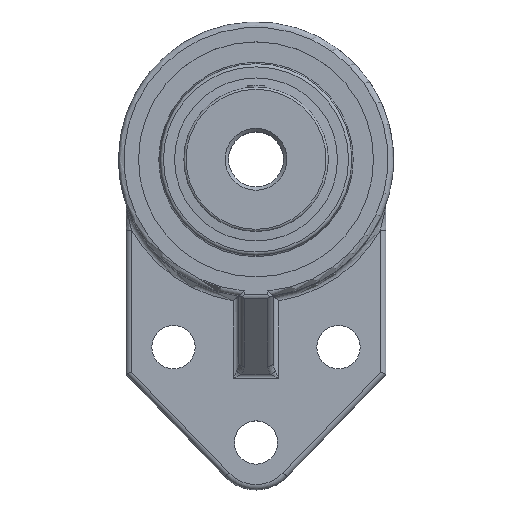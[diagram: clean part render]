
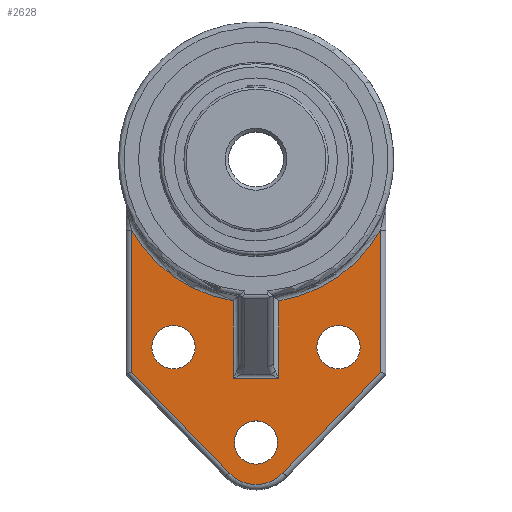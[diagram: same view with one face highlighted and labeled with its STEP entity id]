
A CAD part, top view. The second image highlights one B-rep face of the part: STEP entity #2628.
In plain terms, the highlighted planar face has unit normal (0, 0, 1).
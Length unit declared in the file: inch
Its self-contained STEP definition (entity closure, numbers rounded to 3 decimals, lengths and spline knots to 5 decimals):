
#965=CARTESIAN_POINT('',(-0.20748,-1.98852,0.31496));
#966=VERTEX_POINT('',#965);
#1436=CARTESIAN_POINT('',(0.20748,-1.98852,0.31496));
#1437=VERTEX_POINT('',#1436);
#1621=CARTESIAN_POINT('',(-0.12943,-1.98852,0.31496));
#1622=DIRECTION('',(1.,0.,-0.));
#1623=VECTOR('',#1622,0.16337);
#1624=LINE('',#1621,#1623);
#1625=EDGE_CURVE('',#966,#1437,#1624,.T.);
#1638=CARTESIAN_POINT('',(0.20748,-1.28334,0.31496));
#1639=VERTEX_POINT('',#1638);
#1640=CARTESIAN_POINT('',(0.20748,-1.47758,0.31496));
#1641=DIRECTION('',(-0.,1.,0.));
#1642=VECTOR('',#1641,0.27763);
#1643=LINE('',#1640,#1642);
#1644=EDGE_CURVE('',#1437,#1639,#1643,.T.);
#1675=CARTESIAN_POINT('',(-0.20748,-1.28334,0.31496));
#1676=VERTEX_POINT('',#1675);
#1694=CARTESIAN_POINT('',(-0.20748,-1.19995,0.31496));
#1695=DIRECTION('',(0.,-1.,0.));
#1696=VECTOR('',#1695,0.27763);
#1697=LINE('',#1694,#1696);
#1698=EDGE_CURVE('',#1676,#966,#1697,.T.);
#1711=CARTESIAN_POINT('',(1.1311,-0.64079,0.31496));
#1712=VERTEX_POINT('',#1711);
#1720=CARTESIAN_POINT('',(1.1311,-1.93175,0.31496));
#1721=VERTEX_POINT('',#1720);
#1722=CARTESIAN_POINT('',(1.1311,-0.86453,0.31496));
#1723=DIRECTION('',(0.,-1.,0.));
#1724=VECTOR('',#1723,0.50825);
#1725=LINE('',#1722,#1724);
#1726=EDGE_CURVE('',#1712,#1721,#1725,.T.);
#2082=CARTESIAN_POINT('',(-0.24724,-2.84702,0.31496));
#2083=VERTEX_POINT('',#2082);
#2091=CARTESIAN_POINT('',(-1.1311,-1.93175,0.31496));
#2092=VERTEX_POINT('',#2091);
#2093=CARTESIAN_POINT('',(-0.65134,-2.42856,0.31496));
#2094=DIRECTION('',(-0.695,0.719,0.));
#2095=VECTOR('',#2094,0.50093);
#2096=LINE('',#2093,#2095);
#2097=EDGE_CURVE('',#2083,#2092,#2096,.T.);
#2122=CARTESIAN_POINT('',(-1.1311,-0.64079,0.31496));
#2123=VERTEX_POINT('',#2122);
#2140=CARTESIAN_POINT('',(-1.1311,-1.37279,0.31496));
#2141=DIRECTION('',(0.,1.,0.));
#2142=VECTOR('',#2141,0.50825);
#2143=LINE('',#2140,#2142);
#2144=EDGE_CURVE('',#2092,#2123,#2143,.T.);
#2467=CARTESIAN_POINT('',(0.24724,-2.84702,0.31496));
#2468=VERTEX_POINT('',#2467);
#2476=CARTESIAN_POINT('',(0.,-2.60827,0.31496));
#2477=DIRECTION('',(0.,0.,-1.));
#2478=DIRECTION('',(0.,-1.,0.));
#2479=AXIS2_PLACEMENT_3D('',#2476,#2477,#2478);
#2480=CIRCLE('',#2479,0.3437);
#2481=EDGE_CURVE('',#2468,#2083,#2480,.T.);
#2499=CARTESIAN_POINT('',(0.99932,-2.06822,0.31496));
#2500=DIRECTION('',(-0.695,-0.719,0.));
#2501=VECTOR('',#2500,0.50093);
#2502=LINE('',#2499,#2501);
#2503=EDGE_CURVE('',#1721,#2468,#2502,.T.);
#2554=CARTESIAN_POINT('',(0.,0.,0.31496));
#2555=DIRECTION('',(0.,0.,1.));
#2556=DIRECTION('',(0.63,-0.776,0.));
#2557=AXIS2_PLACEMENT_3D('',#2554,#2555,#2556);
#2558=CIRCLE('',#2557,1.3);
#2559=EDGE_CURVE('',#1639,#1712,#2558,.T.);
#2572=CARTESIAN_POINT('',(-0.,-0.83904,0.31496));
#2573=DIRECTION('',(0.,0.,1.));
#2574=DIRECTION('',(1.,0.,0.));
#2575=AXIS2_PLACEMENT_3D('',#2572,#2573,#2574);
#2576=PLANE('',#2575);
#2577=CARTESIAN_POINT('',(0.55315,-1.70472,0.31496));
#2578=VERTEX_POINT('',#2577);
#2579=CARTESIAN_POINT('',(0.75,-1.70472,0.31496));
#2580=DIRECTION('',(0.,0.,-1.));
#2581=DIRECTION('',(1.,0.,0.));
#2582=AXIS2_PLACEMENT_3D('',#2579,#2580,#2581);
#2583=CIRCLE('',#2582,0.19685);
#2584=EDGE_CURVE('',#2578,#2578,#2583,.T.);
#2585=ORIENTED_EDGE('',*,*,#2584,.T.);
#2586=EDGE_LOOP('',(#2585));
#2587=FACE_BOUND('',#2586,.T.);
#2588=CARTESIAN_POINT('',(-0.19685,-2.57087,0.31496));
#2589=VERTEX_POINT('',#2588);
#2590=CARTESIAN_POINT('',(0.,-2.57087,0.31496));
#2591=DIRECTION('',(0.,0.,-1.));
#2592=DIRECTION('',(1.,0.,0.));
#2593=AXIS2_PLACEMENT_3D('',#2590,#2591,#2592);
#2594=CIRCLE('',#2593,0.19685);
#2595=EDGE_CURVE('',#2589,#2589,#2594,.T.);
#2596=ORIENTED_EDGE('',*,*,#2595,.T.);
#2597=EDGE_LOOP('',(#2596));
#2598=FACE_BOUND('',#2597,.T.);
#2599=CARTESIAN_POINT('',(-0.94685,-1.70472,0.31496));
#2600=VERTEX_POINT('',#2599);
#2601=CARTESIAN_POINT('',(-0.75,-1.70472,0.31496));
#2602=DIRECTION('',(0.,0.,-1.));
#2603=DIRECTION('',(1.,0.,0.));
#2604=AXIS2_PLACEMENT_3D('',#2601,#2602,#2603);
#2605=CIRCLE('',#2604,0.19685);
#2606=EDGE_CURVE('',#2600,#2600,#2605,.T.);
#2607=ORIENTED_EDGE('',*,*,#2606,.T.);
#2608=EDGE_LOOP('',(#2607));
#2609=FACE_BOUND('',#2608,.T.);
#2610=ORIENTED_EDGE('',*,*,#1644,.F.);
#2611=ORIENTED_EDGE('',*,*,#1625,.F.);
#2612=ORIENTED_EDGE('',*,*,#1698,.F.);
#2613=CARTESIAN_POINT('',(0.,0.,0.31496));
#2614=DIRECTION('',(0.,0.,1.));
#2615=DIRECTION('',(-0.63,-0.776,0.));
#2616=AXIS2_PLACEMENT_3D('',#2613,#2614,#2615);
#2617=CIRCLE('',#2616,1.3);
#2618=EDGE_CURVE('',#2123,#1676,#2617,.T.);
#2619=ORIENTED_EDGE('',*,*,#2618,.F.);
#2620=ORIENTED_EDGE('',*,*,#2144,.F.);
#2621=ORIENTED_EDGE('',*,*,#2097,.F.);
#2622=ORIENTED_EDGE('',*,*,#2481,.F.);
#2623=ORIENTED_EDGE('',*,*,#2503,.F.);
#2624=ORIENTED_EDGE('',*,*,#1726,.F.);
#2625=ORIENTED_EDGE('',*,*,#2559,.F.);
#2626=EDGE_LOOP('',(#2610,#2611,#2612,#2619,#2620,#2621,#2622,#2623,#2624,#2625));
#2627=FACE_BOUND('',#2626,.T.);
#2628=ADVANCED_FACE('',(#2587,#2598,#2609,#2627),#2576,.T.);
